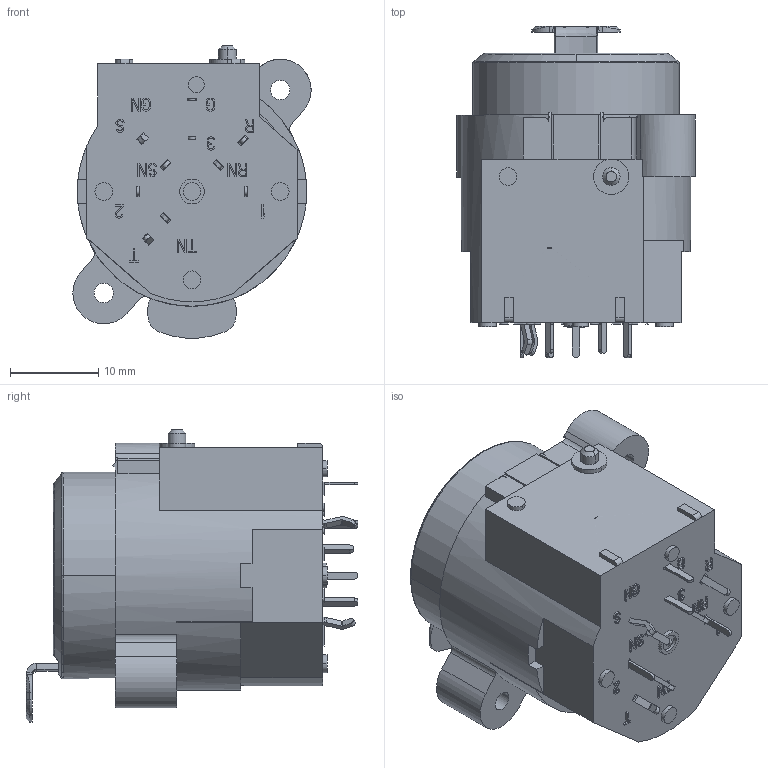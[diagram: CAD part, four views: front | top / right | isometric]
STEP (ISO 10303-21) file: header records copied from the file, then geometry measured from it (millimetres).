
FILE_DESCRIPTION((''),'2;1');
FILE_NAME('PRT0067','2021-04-06T',('zyj'),(''),'PRO/ENGINEER BY PARAMETRIC TECHNOLOGY CORPORATION, 2013040','PRO/ENGINEER BY PARAMETRIC TECHNOLOGY CORPORATION, 2013040','');
FILE_SCHEMA(('CONFIG_CONTROL_DESIGN','SHAPE_APPEARANCE_LAYERS_GROUPS'));
Length unit declared in the file: millimetre
Products named in the file (1): PRT0067
Bounding box: 27 x 37.6 x 33.1 mm (x, y, z)
Volume: 13867.1 mm3; surface area: 8244 mm2
Topology: 1 solids, 13 shells, 1232 faces, 3538 edges, 2349 vertices
Faces by surface type: plane 906, cylinder 282, bspline 19, torus 14, cone 11
Entity records: 41577 total; most frequent: CARTESIAN_POINT 8788, ORIENTED_EDGE 7072, DIRECTION 6488, EDGE_CURVE 3536, VECTOR 2694, LINE 2694, VERTEX_POINT 2349, AXIS2_PLACEMENT_3D 1897
